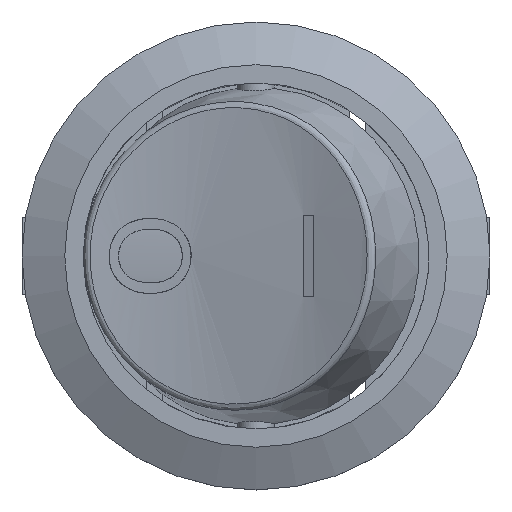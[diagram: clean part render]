
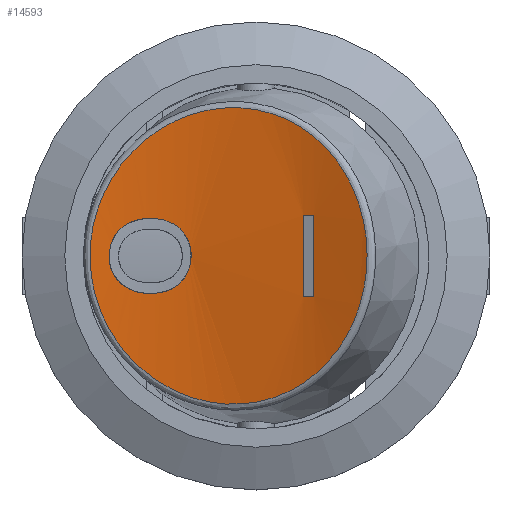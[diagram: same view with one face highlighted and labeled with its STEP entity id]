
A CAD part, top view. The second image highlights one B-rep face of the part: STEP entity #14593.
In plain terms, the highlighted cylindrical face has radius 27.625 mm (diameter 55.25 mm), a partial arc.
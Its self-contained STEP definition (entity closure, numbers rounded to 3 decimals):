
#934=B_SPLINE_CURVE_WITH_KNOTS('',3,(#34596,#34597,#34598,#34599,#34600,
#34601,#34602,#34603,#34604,#34605,#34606,#34607,#34608,#34609,#34610,#34611,
#34612),.UNSPECIFIED.,.T.,.F.,(1,1,1,1,1,1,1,1,1,1,1,1,1,1,1,1,1,1,1,1,
1),(-0.003,-0.002,-0.001,0.,
0.001,0.002,0.003,0.004,
0.005,0.005,0.006,0.007,
0.008,0.009,0.009,0.011,
0.012,0.012,0.013,0.014,
0.015),.UNSPECIFIED.);
#935=B_SPLINE_CURVE_WITH_KNOTS('',3,(#34614,#34615,#34616,#34617,#34618,
#34619,#34620,#34621,#34622,#34623,#34624,#34625,#34626,#34627,#34628,#34629,
#34630,#34631,#34632),.UNSPECIFIED.,.T.,.F.,(1,1,1,1,1,1,1,1,1,1,1,1,1,
1,1,1,1,1,1,1,1,1,1),(-0.008,-0.006,-0.003,
0.,0.003,0.006,0.008,
0.011,0.014,0.017,0.02,
0.023,0.025,0.028,0.031,
0.034,0.037,0.04,0.042,
0.045,0.048,0.051,0.054),
 .UNSPECIFIED.);
#1325=CIRCLE('',#15754,27.625);
#1326=CIRCLE('',#15755,27.625);
#1436=CYLINDRICAL_SURFACE('',#15753,27.625);
#5596=ORIENTED_EDGE('',*,*,#7773,.F.);
#5597=ORIENTED_EDGE('',*,*,#7774,.T.);
#5598=ORIENTED_EDGE('',*,*,#7775,.F.);
#5599=ORIENTED_EDGE('',*,*,#7776,.F.);
#5600=ORIENTED_EDGE('',*,*,#7777,.F.);
#5601=ORIENTED_EDGE('',*,*,#7778,.F.);
#7773=EDGE_CURVE('',#9217,#9217,#934,.F.);
#7774=EDGE_CURVE('',#9218,#9218,#935,.T.);
#7775=EDGE_CURVE('',#9219,#9220,#1325,.T.);
#7776=EDGE_CURVE('',#9221,#9219,#10319,.T.);
#7777=EDGE_CURVE('',#9222,#9221,#1326,.F.);
#7778=EDGE_CURVE('',#9220,#9222,#10320,.F.);
#9217=VERTEX_POINT('',#34613);
#9218=VERTEX_POINT('',#34633);
#9219=VERTEX_POINT('',#34635);
#9220=VERTEX_POINT('',#34636);
#9221=VERTEX_POINT('',#34638);
#9222=VERTEX_POINT('',#34640);
#10319=LINE('',#34637,#11414);
#10320=LINE('',#34641,#11415);
#11414=VECTOR('',#18669,1000.);
#11415=VECTOR('',#18672,1000.);
#12371=EDGE_LOOP('',(#5596));
#12372=EDGE_LOOP('',(#5597));
#12373=EDGE_LOOP('',(#5598,#5599,#5600,#5601));
#13333=FACE_BOUND('',#12371,.T.);
#13334=FACE_BOUND('',#12372,.T.);
#13335=FACE_BOUND('',#12373,.T.);
#14593=ADVANCED_FACE('',(#13333,#13334,#13335),#1436,.F.);
#15753=AXIS2_PLACEMENT_3D('',#34595,#18665,#18666);
#15754=AXIS2_PLACEMENT_3D('',#34634,#18667,#18668);
#15755=AXIS2_PLACEMENT_3D('',#34639,#18670,#18671);
#18665=DIRECTION('',(0.,1.,0.));
#18666=DIRECTION('',(0.,0.,1.));
#18667=DIRECTION('',(0.,1.,0.));
#18668=DIRECTION('',(0.,0.,1.));
#18669=DIRECTION('',(0.,1.,0.));
#18670=DIRECTION('',(0.,1.,0.));
#18671=DIRECTION('',(0.,0.,1.));
#18672=DIRECTION('',(0.,1.,0.));
#34595=CARTESIAN_POINT('',(0.,-8.3,31.925));
#34596=CARTESIAN_POINT('',(-4.962,1.756,4.746));
#34597=CARTESIAN_POINT('',(-4.199,1.881,4.617));
#34598=CARTESIAN_POINT('',(-3.432,1.796,4.51));
#34599=CARTESIAN_POINT('',(-2.488,1.345,4.407));
#34600=CARTESIAN_POINT('',(-2.045,0.315,4.376));
#34601=CARTESIAN_POINT('',(-2.207,-0.712,4.388));
#34602=CARTESIAN_POINT('',(-2.64,-1.371,4.424));
#34603=CARTESIAN_POINT('',(-3.324,-1.763,4.497));
#34604=CARTESIAN_POINT('',(-4.086,-1.881,4.6));
#34605=CARTESIAN_POINT('',(-4.845,-1.793,4.725));
#34606=CARTESIAN_POINT('',(-5.541,-1.454,4.859));
#34607=CARTESIAN_POINT('',(-6.025,-0.832,4.964));
#34608=CARTESIAN_POINT('',(-6.235,0.192,5.013));
#34609=CARTESIAN_POINT('',(-5.867,1.236,4.925));
#34610=CARTESIAN_POINT('',(-4.962,1.756,4.746));
#34611=CARTESIAN_POINT('',(-4.199,1.881,4.617));
#34612=CARTESIAN_POINT('',(-3.432,1.796,4.51));
#34613=CARTESIAN_POINT('',(-4.198,1.846,4.621));
#34614=CARTESIAN_POINT('',(-6.539,-3.187,5.077));
#34615=CARTESIAN_POINT('',(-4.886,-5.516,4.708));
#34616=CARTESIAN_POINT('',(-2.448,-7.046,4.364));
#34617=CARTESIAN_POINT('',(0.405,-7.477,4.252));
#34618=CARTESIAN_POINT('',(3.186,-6.72,4.444));
#34619=CARTESIAN_POINT('',(5.426,-4.943,4.817));
#34620=CARTESIAN_POINT('',(6.83,-2.449,5.153));
#34621=CARTESIAN_POINT('',(7.219,0.402,5.261));
#34622=CARTESIAN_POINT('',(6.536,3.191,5.076));
#34623=CARTESIAN_POINT('',(4.887,5.514,4.709));
#34624=CARTESIAN_POINT('',(2.449,7.046,4.364));
#34625=CARTESIAN_POINT('',(-0.409,7.477,4.252));
#34626=CARTESIAN_POINT('',(-3.186,6.719,4.444));
#34627=CARTESIAN_POINT('',(-5.423,4.946,4.816));
#34628=CARTESIAN_POINT('',(-6.827,2.458,5.152));
#34629=CARTESIAN_POINT('',(-7.219,-0.393,5.261));
#34630=CARTESIAN_POINT('',(-6.539,-3.187,5.077));
#34631=CARTESIAN_POINT('',(-4.886,-5.516,4.708));
#34632=CARTESIAN_POINT('',(-2.448,-7.046,4.364));
#34633=CARTESIAN_POINT('',(-4.755,-5.383,4.712));
#34634=CARTESIAN_POINT('',(0.,2.,31.925));
#34635=CARTESIAN_POINT('',(4.167,2.,4.616));
#34636=CARTESIAN_POINT('',(3.635,2.,4.54));
#34637=CARTESIAN_POINT('',(4.167,-8.3,4.616));
#34638=CARTESIAN_POINT('',(4.167,-2.,4.616));
#34639=CARTESIAN_POINT('',(0.,-2.,31.925));
#34640=CARTESIAN_POINT('',(3.635,-2.,4.54));
#34641=CARTESIAN_POINT('',(3.635,-8.3,4.54));
